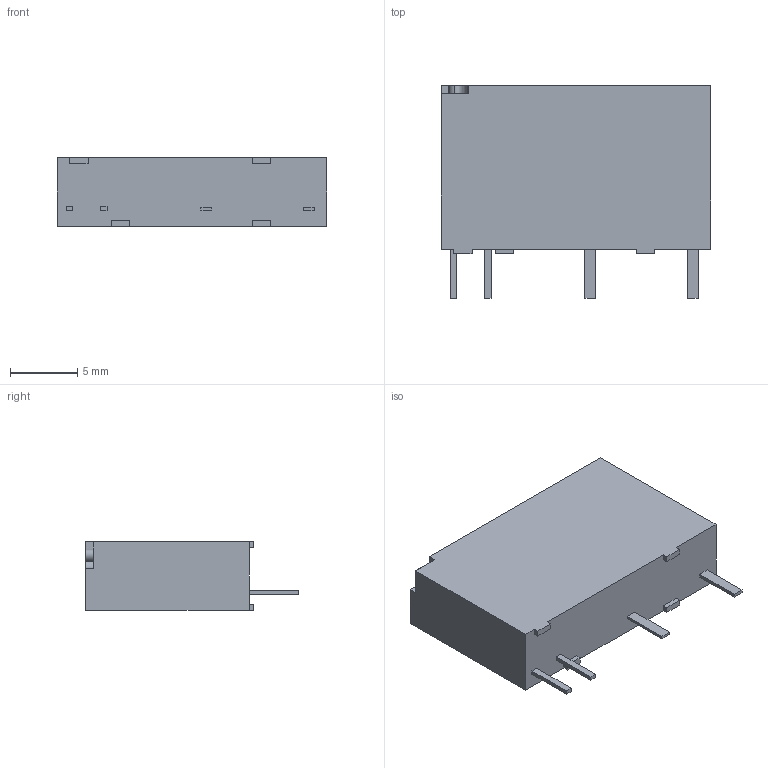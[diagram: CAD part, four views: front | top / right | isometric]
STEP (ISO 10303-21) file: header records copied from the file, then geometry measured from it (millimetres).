
FILE_DESCRIPTION (( 'STEP AP214' ), '1' );
FILE_NAME ('G6DN_1A_SL.step', '2018-03-26T00:39:07', ( 'OSMC1.0 ' ), ( ' ' ), 'SwSTEP 2.0', 'SolidWorks 2002025', '' );
FILE_SCHEMA (( 'AUTOMOTIVE_DESIGN' ));
Length unit declared in the file: millimetre
Products named in the file (1): G6DN_1A_SL
Bounding box: 20 x 15.8 x 5.08 mm (x, y, z)
Volume: 1234.8 mm3; surface area: 847.5 mm2
Topology: 1 solids, 1 shells, 53 faces, 138 edges, 92 vertices
Faces by surface type: plane 49, cylinder 4
Entity records: 1843 total; most frequent: CARTESIAN_POINT 284, ORIENTED_EDGE 276, DIRECTION 254, EDGE_CURVE 138, LINE 130, VECTOR 130, VERTEX_POINT 92, AXIS2_PLACEMENT_3D 62
